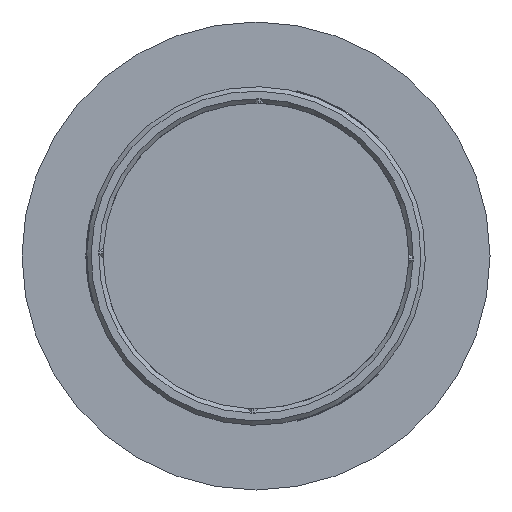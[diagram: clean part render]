
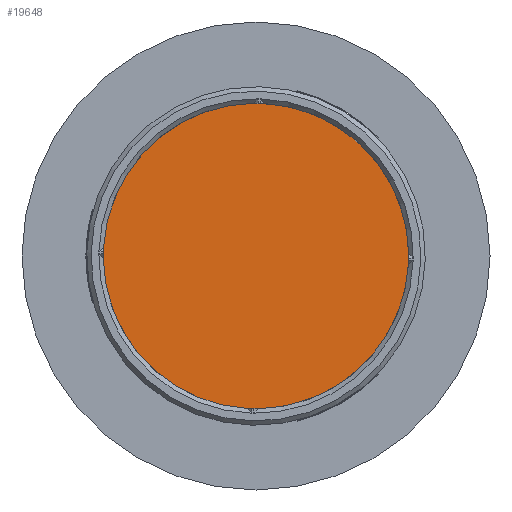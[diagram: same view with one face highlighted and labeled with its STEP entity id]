
A CAD part, front view. The second image highlights one B-rep face of the part: STEP entity #19648.
In plain terms, the highlighted planar face has unit normal (0, -1, 0).
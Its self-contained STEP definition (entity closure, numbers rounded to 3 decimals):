
#1032 = AXIS2_PLACEMENT_3D ( 'NONE', #16883, #10974, #9258 ) ;
#3612 = PLANE ( 'NONE',  #19760 ) ;
#5709 = ORIENTED_EDGE ( 'NONE', *, *, #13418, .F. ) ;
#6949 = FACE_OUTER_BOUND ( 'NONE', #18617, .T. ) ;
#9258 = DIRECTION ( 'NONE',  ( 0., 0., 1. ) ) ;
#10974 = DIRECTION ( 'NONE',  ( 0., 1., 0. ) ) ;
#11199 = CARTESIAN_POINT ( 'NONE',  ( 0., -3., 0. ) ) ;
#12214 = CARTESIAN_POINT ( 'NONE',  ( 0., -3., 29.8 ) ) ;
#13251 = CIRCLE ( 'NONE', #1032, 29.8 ) ;
#13418 = EDGE_CURVE ( 'NONE', #16935, #16935, #13251, .T. ) ;
#16883 = CARTESIAN_POINT ( 'NONE',  ( 0., -3., 0. ) ) ;
#16935 = VERTEX_POINT ( 'NONE', #12214 ) ;
#17305 = DIRECTION ( 'NONE',  ( 0., 0., -1. ) ) ;
#18617 = EDGE_LOOP ( 'NONE', ( #5709 ) ) ;
#19182 = DIRECTION ( 'NONE',  ( 0., -1., 0. ) ) ;
#19648 = ADVANCED_FACE ( 'NONE', ( #6949 ), #3612, .T. ) ;
#19760 = AXIS2_PLACEMENT_3D ( 'NONE', #11199, #19182, #17305 ) ;
